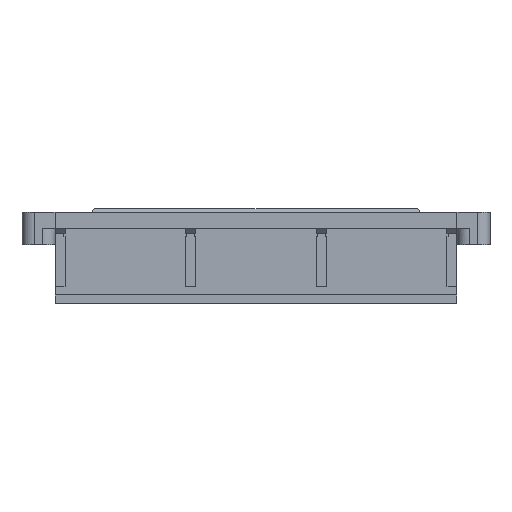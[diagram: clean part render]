
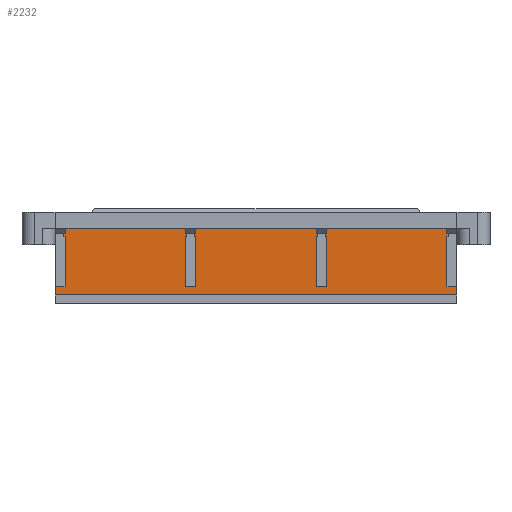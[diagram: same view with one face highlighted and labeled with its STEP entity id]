
A CAD part, top view. The second image highlights one B-rep face of the part: STEP entity #2232.
In plain terms, the highlighted planar face has unit normal (0, 0, 1).
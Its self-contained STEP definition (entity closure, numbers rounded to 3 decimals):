
#146=FACE_OUTER_BOUND('',#269,.T.);
#269=EDGE_LOOP('',(#1834,#1835,#1836,#1837,#1838,#1839,#1840,#1841,#1842,
#1843,#1844,#1845,#1846,#1847,#1848,#1849));
#465=LINE('',#3359,#755);
#468=LINE('',#3365,#758);
#471=LINE('',#3371,#761);
#485=LINE('',#3396,#775);
#488=LINE('',#3402,#778);
#489=LINE('',#3404,#779);
#499=LINE('',#3423,#789);
#512=LINE('',#3447,#802);
#514=LINE('',#3450,#804);
#521=LINE('',#3464,#811);
#535=LINE('',#3489,#825);
#537=LINE('',#3492,#827);
#545=LINE('',#3507,#835);
#546=LINE('',#3510,#836);
#547=LINE('',#3512,#837);
#548=LINE('',#3513,#838);
#755=VECTOR('',#2714,1000.);
#758=VECTOR('',#2719,1000.);
#761=VECTOR('',#2724,10.);
#775=VECTOR('',#2748,1000.);
#778=VECTOR('',#2753,1000.);
#779=VECTOR('',#2756,1000.);
#789=VECTOR('',#2774,1000.);
#802=VECTOR('',#2795,1000.);
#804=VECTOR('',#2799,1000.);
#811=VECTOR('',#2812,1000.);
#825=VECTOR('',#2834,1000.);
#827=VECTOR('',#2838,1000.);
#835=VECTOR('',#2854,10.);
#836=VECTOR('',#2857,10.);
#837=VECTOR('',#2858,10.);
#838=VECTOR('',#2859,10.);
#1014=VERTEX_POINT('',#3356);
#1015=VERTEX_POINT('',#3358);
#1016=VERTEX_POINT('',#3362);
#1017=VERTEX_POINT('',#3364);
#1018=VERTEX_POINT('',#3368);
#1019=VERTEX_POINT('',#3370);
#1025=VERTEX_POINT('',#3394);
#1027=VERTEX_POINT('',#3400);
#1032=VERTEX_POINT('',#3422);
#1039=VERTEX_POINT('',#3445);
#1042=VERTEX_POINT('',#3461);
#1043=VERTEX_POINT('',#3463);
#1050=VERTEX_POINT('',#3487);
#1053=VERTEX_POINT('',#3505);
#1054=VERTEX_POINT('',#3509);
#1055=VERTEX_POINT('',#3511);
#1262=EDGE_CURVE('',#1014,#1015,#465,.T.);
#1265=EDGE_CURVE('',#1016,#1017,#468,.T.);
#1268=EDGE_CURVE('',#1018,#1019,#471,.T.);
#1282=EDGE_CURVE('',#1025,#1018,#485,.T.);
#1285=EDGE_CURVE('',#1025,#1027,#488,.T.);
#1286=EDGE_CURVE('',#1027,#1017,#489,.T.);
#1296=EDGE_CURVE('',#1032,#1015,#499,.T.);
#1309=EDGE_CURVE('',#1039,#1016,#512,.T.);
#1311=EDGE_CURVE('',#1039,#1032,#514,.T.);
#1318=EDGE_CURVE('',#1043,#1042,#521,.T.);
#1332=EDGE_CURVE('',#1050,#1014,#535,.T.);
#1334=EDGE_CURVE('',#1050,#1043,#537,.T.);
#1342=EDGE_CURVE('',#1042,#1053,#545,.T.);
#1343=EDGE_CURVE('',#1054,#1053,#546,.T.);
#1344=EDGE_CURVE('',#1054,#1055,#547,.T.);
#1345=EDGE_CURVE('',#1019,#1055,#548,.T.);
#1834=ORIENTED_EDGE('',*,*,#1332,.F.);
#1835=ORIENTED_EDGE('',*,*,#1334,.T.);
#1836=ORIENTED_EDGE('',*,*,#1318,.T.);
#1837=ORIENTED_EDGE('',*,*,#1342,.T.);
#1838=ORIENTED_EDGE('',*,*,#1343,.F.);
#1839=ORIENTED_EDGE('',*,*,#1344,.T.);
#1840=ORIENTED_EDGE('',*,*,#1345,.F.);
#1841=ORIENTED_EDGE('',*,*,#1268,.F.);
#1842=ORIENTED_EDGE('',*,*,#1282,.F.);
#1843=ORIENTED_EDGE('',*,*,#1285,.T.);
#1844=ORIENTED_EDGE('',*,*,#1286,.T.);
#1845=ORIENTED_EDGE('',*,*,#1265,.F.);
#1846=ORIENTED_EDGE('',*,*,#1309,.F.);
#1847=ORIENTED_EDGE('',*,*,#1311,.T.);
#1848=ORIENTED_EDGE('',*,*,#1296,.T.);
#1849=ORIENTED_EDGE('',*,*,#1262,.F.);
#2120=PLANE('',#2378);
#2232=ADVANCED_FACE('',(#146),#2120,.T.);
#2378=AXIS2_PLACEMENT_3D('',#3508,#2855,#2856);
#2714=DIRECTION('',(1.,0.,0.));
#2719=DIRECTION('',(1.,0.,0.));
#2724=DIRECTION('',(1.,0.,0.));
#2748=DIRECTION('',(0.,-1.,0.));
#2753=DIRECTION('',(-1.,0.,0.));
#2756=DIRECTION('',(0.,-1.,0.));
#2774=DIRECTION('',(0.,-1.,0.));
#2795=DIRECTION('',(0.,-1.,0.));
#2799=DIRECTION('',(-1.,0.,0.));
#2812=DIRECTION('',(0.,-1.,0.));
#2834=DIRECTION('',(0.,-1.,0.));
#2838=DIRECTION('',(-1.,0.,0.));
#2854=DIRECTION('',(-1.,0.,0.));
#2855=DIRECTION('center_axis',(0.,0.,1.));
#2856=DIRECTION('ref_axis',(1.,0.,0.));
#2857=DIRECTION('',(0.,1.,0.));
#2858=DIRECTION('',(1.,0.,0.));
#2859=DIRECTION('',(0.,-1.,0.));
#3356=CARTESIAN_POINT('',(-16.975,4.,2.));
#3358=CARTESIAN_POINT('',(-14.975,4.,2.));
#3359=CARTESIAN_POINT('',(-15.975,4.,2.));
#3362=CARTESIAN_POINT('',(14.975,4.,2.));
#3364=CARTESIAN_POINT('',(16.975,4.,2.));
#3365=CARTESIAN_POINT('',(15.975,4.,2.));
#3368=CARTESIAN_POINT('',(46.925,4.,2.));
#3370=CARTESIAN_POINT('',(49.115,4.,2.));
#3371=CARTESIAN_POINT('',(48.925,4.,2.));
#3394=CARTESIAN_POINT('',(46.925,20.25,2.));
#3396=CARTESIAN_POINT('',(46.925,11.125,2.));
#3400=CARTESIAN_POINT('',(16.975,20.25,2.));
#3402=CARTESIAN_POINT('',(31.95,20.25,2.));
#3404=CARTESIAN_POINT('',(16.975,11.125,2.));
#3422=CARTESIAN_POINT('',(-14.975,20.25,2.));
#3423=CARTESIAN_POINT('',(-14.975,11.125,2.));
#3445=CARTESIAN_POINT('',(14.975,20.25,2.));
#3447=CARTESIAN_POINT('',(14.975,11.125,2.));
#3450=CARTESIAN_POINT('',(0.,20.25,2.));
#3461=CARTESIAN_POINT('',(-46.925,4.,2.));
#3463=CARTESIAN_POINT('',(-46.925,20.25,2.));
#3464=CARTESIAN_POINT('',(-46.925,11.125,2.));
#3487=CARTESIAN_POINT('',(-16.975,20.25,2.));
#3489=CARTESIAN_POINT('',(-16.975,11.125,2.));
#3492=CARTESIAN_POINT('',(-31.95,20.25,2.));
#3505=CARTESIAN_POINT('',(-49.115,4.,2.));
#3507=CARTESIAN_POINT('',(-48.925,4.,2.));
#3508=CARTESIAN_POINT('Origin',(0.,11.125,2.));
#3509=CARTESIAN_POINT('',(-49.115,2.,2.));
#3510=CARTESIAN_POINT('',(-49.115,6.563,2.));
#3511=CARTESIAN_POINT('',(49.115,2.,2.));
#3512=CARTESIAN_POINT('',(48.925,2.,2.));
#3513=CARTESIAN_POINT('',(49.115,7.563,2.));
